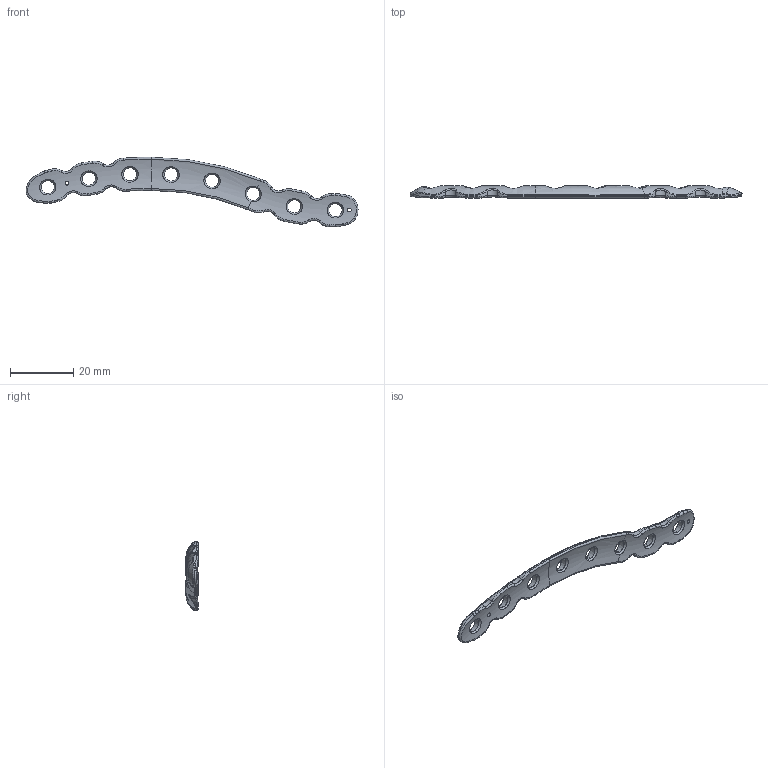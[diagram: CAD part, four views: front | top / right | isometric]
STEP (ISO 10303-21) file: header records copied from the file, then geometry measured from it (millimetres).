
FILE_DESCRIPTION((''),'2;1');
FILE_NAME('P02040108','2020-08-25T10:35:01',('user'),(''),'CREO PARAMETRIC BY PTC INC, 2019471','CREO PARAMETRIC BY PTC INC, 2019471','');
FILE_SCHEMA(('CONFIG_CONTROL_DESIGN'));
Length unit declared in the file: millimetre
Products named in the file (1): P02040108
Bounding box: 105.04 x 3.86 x 22 mm (x, y, z)
Volume: 2315.9 mm3; surface area: 2522.2 mm2
Topology: 1 solids, 1 shells, 224 faces, 525 edges, 299 vertices
Faces by surface type: bspline 119, cylinder 50, torus 36, cone 16, plane 2, extrusion 1
Entity records: 13789 total; most frequent: CARTESIAN_POINT 9494, ORIENTED_EDGE 1050, DIRECTION 635, EDGE_CURVE 525, VERTEX_POINT 299, AXIS2_PLACEMENT_3D 270, B_SPLINE_CURVE_WITH_KNOTS 266, EDGE_LOOP 240
